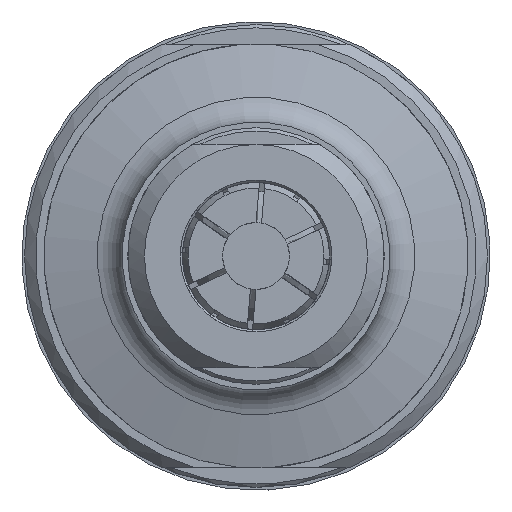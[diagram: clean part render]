
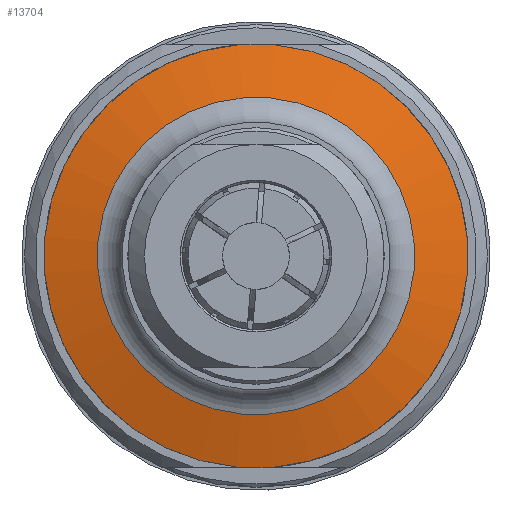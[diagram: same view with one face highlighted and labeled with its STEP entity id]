
A CAD part, left-side view. The second image highlights one B-rep face of the part: STEP entity #13704.
In plain terms, the highlighted conical face has half-angle 75 degrees and reference radius 16.612 mm.
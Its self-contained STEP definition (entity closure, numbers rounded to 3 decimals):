
#225=CONICAL_SURFACE('',#14787,16.612,1.309);
#1166=FACE_OUTER_BOUND('',#1897,.T.);
#1897=EDGE_LOOP('',(#9811,#9812,#9813,#9814,#9815,#9816,#9817));
#2718=CIRCLE('',#14784,14.224);
#2719=CIRCLE('',#14785,14.224);
#2720=CIRCLE('',#14786,14.224);
#2721=CIRCLE('',#14788,19.);
#2722=CIRCLE('',#14789,19.);
#3604=LINE('',#22268,#4310);
#4310=VECTOR('',#17346,16.612);
#5303=VERTEX_POINT('',#22256);
#5304=VERTEX_POINT('',#22258);
#5305=VERTEX_POINT('',#22260);
#5306=VERTEX_POINT('',#22264);
#5307=VERTEX_POINT('',#22265);
#6973=EDGE_CURVE('',#5304,#5303,#2718,.T.);
#6974=EDGE_CURVE('',#5305,#5304,#2719,.T.);
#6975=EDGE_CURVE('',#5303,#5305,#2720,.T.);
#6976=EDGE_CURVE('',#5306,#5307,#2721,.T.);
#6977=EDGE_CURVE('',#5307,#5306,#2722,.T.);
#6978=EDGE_CURVE('',#5307,#5305,#3604,.T.);
#9811=ORIENTED_EDGE('',*,*,#6976,.F.);
#9812=ORIENTED_EDGE('',*,*,#6977,.F.);
#9813=ORIENTED_EDGE('',*,*,#6978,.T.);
#9814=ORIENTED_EDGE('',*,*,#6974,.T.);
#9815=ORIENTED_EDGE('',*,*,#6973,.T.);
#9816=ORIENTED_EDGE('',*,*,#6975,.T.);
#9817=ORIENTED_EDGE('',*,*,#6978,.F.);
#13704=ADVANCED_FACE('',(#1166),#225,.T.);
#14784=AXIS2_PLACEMENT_3D('',#22259,#17334,#17335);
#14785=AXIS2_PLACEMENT_3D('',#22261,#17336,#17337);
#14786=AXIS2_PLACEMENT_3D('',#22262,#17338,#17339);
#14787=AXIS2_PLACEMENT_3D('',#22263,#17340,#17341);
#14788=AXIS2_PLACEMENT_3D('',#22266,#17342,#17343);
#14789=AXIS2_PLACEMENT_3D('',#22267,#17344,#17345);
#17334=DIRECTION('center_axis',(1.,0.,0.));
#17335=DIRECTION('ref_axis',(0.,0.093,-0.996));
#17336=DIRECTION('center_axis',(1.,0.,0.));
#17337=DIRECTION('ref_axis',(0.,0.093,-0.996));
#17338=DIRECTION('center_axis',(1.,0.,0.));
#17339=DIRECTION('ref_axis',(0.,0.093,-0.996));
#17340=DIRECTION('center_axis',(1.,0.,0.));
#17341=DIRECTION('ref_axis',(0.,0.093,-0.996));
#17342=DIRECTION('center_axis',(1.,0.,0.));
#17343=DIRECTION('ref_axis',(0.,0.093,-0.996));
#17344=DIRECTION('center_axis',(1.,0.,0.));
#17345=DIRECTION('ref_axis',(0.,0.093,-0.996));
#17346=DIRECTION('',(-0.259,0.09,-0.962));
#22256=CARTESIAN_POINT('',(-89.28,14.162,1.318));
#22258=CARTESIAN_POINT('',(-89.28,1.318,-14.162));
#22259=CARTESIAN_POINT('Origin',(-89.28,0.,
0.));
#22260=CARTESIAN_POINT('',(-89.28,-1.318,14.162));
#22261=CARTESIAN_POINT('Origin',(-89.28,0.,
0.));
#22262=CARTESIAN_POINT('Origin',(-89.28,0.,
0.));
#22263=CARTESIAN_POINT('Origin',(-88.64,0.,
0.));
#22264=CARTESIAN_POINT('',(-88.,1.761,-18.918));
#22265=CARTESIAN_POINT('',(-88.,-1.761,18.918));
#22266=CARTESIAN_POINT('Origin',(-88.,0.,
0.));
#22267=CARTESIAN_POINT('Origin',(-88.,0.,
0.));
#22268=CARTESIAN_POINT('',(-88.64,-1.54,16.54));
